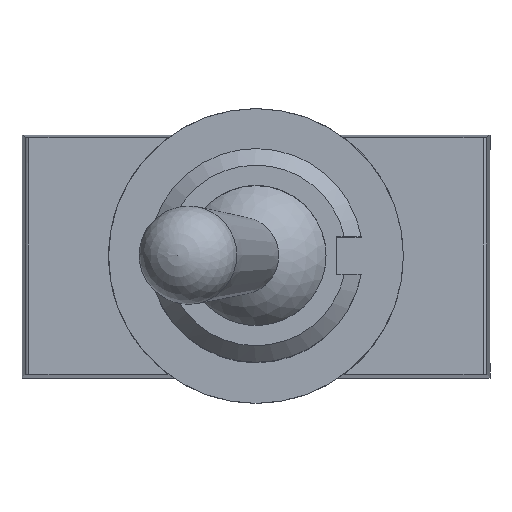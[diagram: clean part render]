
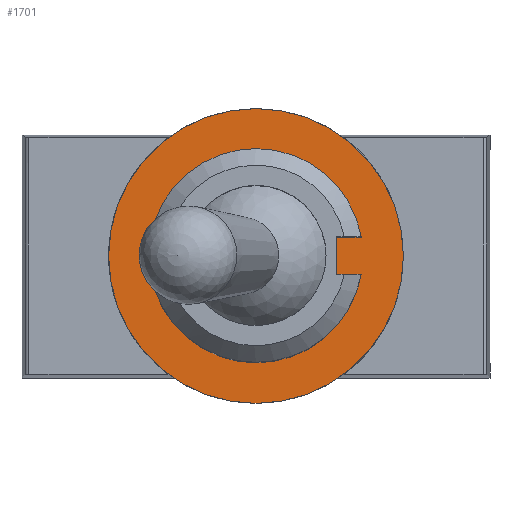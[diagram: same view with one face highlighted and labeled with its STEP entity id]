
A CAD part, top view. The second image highlights one B-rep face of the part: STEP entity #1701.
In plain terms, the highlighted planar face has unit normal (0, 0, 1).
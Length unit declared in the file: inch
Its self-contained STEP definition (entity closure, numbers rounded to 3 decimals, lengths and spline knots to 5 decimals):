
#114=FACE_BOUND('',#249,.T.);
#141=FACE_OUTER_BOUND('',#248,.T.);
#248=EDGE_LOOP('',(#1154));
#249=EDGE_LOOP('',(#1155,#1156,#1157,#1158));
#359=LINE('',#2603,#487);
#362=LINE('',#2609,#490);
#364=LINE('',#2612,#492);
#487=VECTOR('',#2056,0.3937);
#490=VECTOR('',#2061,0.3937);
#492=VECTOR('',#2065,0.3937);
#616=CIRCLE('',#1839,0.15748);
#617=CIRCLE('',#1840,0.11417);
#704=VERTEX_POINT('',#2600);
#705=VERTEX_POINT('',#2602);
#706=VERTEX_POINT('',#2606);
#707=VERTEX_POINT('',#2608);
#708=VERTEX_POINT('',#2614);
#874=EDGE_CURVE('',#705,#704,#359,.T.);
#877=EDGE_CURVE('',#707,#706,#362,.T.);
#879=EDGE_CURVE('',#706,#705,#364,.T.);
#880=EDGE_CURVE('',#708,#708,#616,.T.);
#881=EDGE_CURVE('',#704,#707,#617,.T.);
#1154=ORIENTED_EDGE('',*,*,#880,.F.);
#1155=ORIENTED_EDGE('',*,*,#877,.T.);
#1156=ORIENTED_EDGE('',*,*,#879,.T.);
#1157=ORIENTED_EDGE('',*,*,#874,.T.);
#1158=ORIENTED_EDGE('',*,*,#881,.T.);
#1650=PLANE('',#1838);
#1701=ADVANCED_FACE('',(#141,#114),#1650,.F.);
#1838=AXIS2_PLACEMENT_3D('',#2613,#2066,#2067);
#1839=AXIS2_PLACEMENT_3D('',#2615,#2068,#2069);
#1840=AXIS2_PLACEMENT_3D('',#2616,#2070,#2071);
#2056=DIRECTION('',(1.,0.,0.));
#2061=DIRECTION('',(-1.,0.,0.));
#2065=DIRECTION('',(0.,-1.,0.));
#2066=DIRECTION('center_axis',(0.,0.,
-1.));
#2067=DIRECTION('ref_axis',(-1.,0.,0.));
#2068=DIRECTION('center_axis',(0.,0.,
-1.));
#2069=DIRECTION('ref_axis',(-1.,0.,0.));
#2070=DIRECTION('center_axis',(0.,0.,
-1.));
#2071=DIRECTION('ref_axis',(-1.,0.,0.));
#2600=CARTESIAN_POINT('',(0.11239,-0.02008,0.43937));
#2602=CARTESIAN_POINT('',(0.08583,-0.02008,0.43937));
#2603=CARTESIAN_POINT('',(0.12387,-0.02008,0.43937));
#2606=CARTESIAN_POINT('',(0.08583,0.02008,0.43937));
#2608=CARTESIAN_POINT('',(0.11239,0.02008,0.43937));
#2609=CARTESIAN_POINT('',(0.08583,0.02008,0.43937));
#2612=CARTESIAN_POINT('',(0.08583,-0.02008,0.43937));
#2613=CARTESIAN_POINT('Origin',(0.,0.,
0.43937));
#2614=CARTESIAN_POINT('',(0.15748,0.,0.43937));
#2615=CARTESIAN_POINT('Origin',(0.,0.,
0.43937));
#2616=CARTESIAN_POINT('Origin',(0.,0.,
0.43937));
